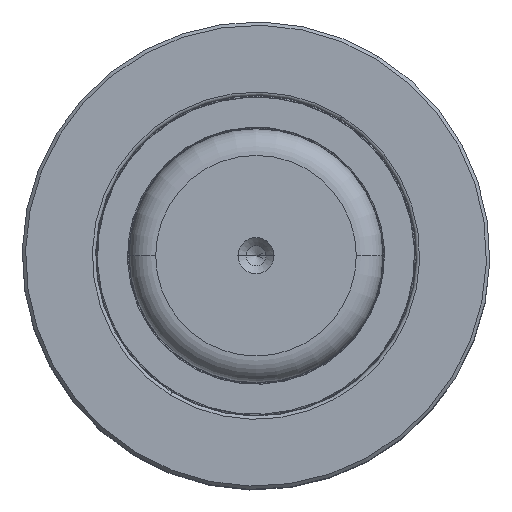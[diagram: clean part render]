
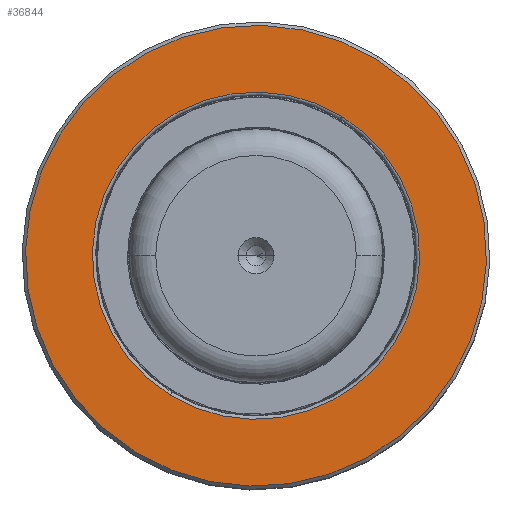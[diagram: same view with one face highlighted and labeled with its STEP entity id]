
A CAD part, top view. The second image highlights one B-rep face of the part: STEP entity #36844.
In plain terms, the highlighted face is planar.
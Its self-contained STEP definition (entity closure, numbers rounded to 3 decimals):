
#415 = DIRECTION ( 'NONE',  ( 0., 0., 1. ) ) ;
#1129 = CARTESIAN_POINT ( 'NONE',  ( 0., 45.687, 0. ) ) ;
#1467 = VERTEX_POINT ( 'NONE', #50596 ) ;
#2096 = VERTEX_POINT ( 'NONE', #54630 ) ;
#3080 = CIRCLE ( 'NONE', #36958, 34.5 ) ;
#4389 = CIRCLE ( 'NONE', #7485, 24.5 ) ;
#5857 = CARTESIAN_POINT ( 'NONE',  ( 0., 45.687, 0. ) ) ;
#6029 = PLANE ( 'NONE',  #11090 ) ;
#6666 = EDGE_CURVE ( 'NONE', #58003, #34893, #4389, .T. ) ;
#7485 = AXIS2_PLACEMENT_3D ( 'NONE', #36268, #40685, #22980 ) ;
#10395 = CIRCLE ( 'NONE', #25472, 34.5 ) ;
#11090 = AXIS2_PLACEMENT_3D ( 'NONE', #49663, #56252, #415 ) ;
#14044 = DIRECTION ( 'NONE',  ( 0., -1., 0. ) ) ;
#19543 = DIRECTION ( 'NONE',  ( 0., -1., 0. ) ) ;
#20469 = EDGE_CURVE ( 'NONE', #34893, #58003, #21678, .T. ) ;
#21264 = EDGE_CURVE ( 'NONE', #1467, #2096, #3080, .T. ) ;
#21678 = CIRCLE ( 'NONE', #26170, 24.5 ) ;
#22024 = CARTESIAN_POINT ( 'NONE',  ( 0., 45.687, 0. ) ) ;
#22218 = DIRECTION ( 'NONE',  ( 0., 0., -1. ) ) ;
#22980 = DIRECTION ( 'NONE',  ( 0., 0., -1. ) ) ;
#24359 = ORIENTED_EDGE ( 'NONE', *, *, #21264, .F. ) ;
#25472 = AXIS2_PLACEMENT_3D ( 'NONE', #22024, #49884, #22218 ) ;
#25557 = EDGE_LOOP ( 'NONE', ( #40792, #24359 ) ) ;
#26170 = AXIS2_PLACEMENT_3D ( 'NONE', #5857, #14044, #46113 ) ;
#33187 = DIRECTION ( 'NONE',  ( 0., 0., -1. ) ) ;
#34893 = VERTEX_POINT ( 'NONE', #41425 ) ;
#35602 = ORIENTED_EDGE ( 'NONE', *, *, #20469, .T. ) ;
#36268 = CARTESIAN_POINT ( 'NONE',  ( 0., 45.687, 0. ) ) ;
#36844 = ADVANCED_FACE ( 'NONE', ( #43002, #40850 ), #6029, .T. ) ;
#36958 = AXIS2_PLACEMENT_3D ( 'NONE', #1129, #19543, #33187 ) ;
#40685 = DIRECTION ( 'NONE',  ( 0., -1., 0. ) ) ;
#40792 = ORIENTED_EDGE ( 'NONE', *, *, #49376, .F. ) ;
#40850 = FACE_OUTER_BOUND ( 'NONE', #25557, .T. ) ;
#41425 = CARTESIAN_POINT ( 'NONE',  ( 0., 45.687, -24.5 ) ) ;
#43002 = FACE_BOUND ( 'NONE', #47697, .T. ) ;
#46113 = DIRECTION ( 'NONE',  ( 0., 0., -1. ) ) ;
#46463 = CARTESIAN_POINT ( 'NONE',  ( 0., 45.687, 24.5 ) ) ;
#47697 = EDGE_LOOP ( 'NONE', ( #35602, #57221 ) ) ;
#49376 = EDGE_CURVE ( 'NONE', #2096, #1467, #10395, .T. ) ;
#49663 = CARTESIAN_POINT ( 'NONE',  ( 34.5, 45.687, 0. ) ) ;
#49884 = DIRECTION ( 'NONE',  ( 0., -1., 0. ) ) ;
#50596 = CARTESIAN_POINT ( 'NONE',  ( 0., 45.687, 34.5 ) ) ;
#54630 = CARTESIAN_POINT ( 'NONE',  ( 0., 45.687, -34.5 ) ) ;
#56252 = DIRECTION ( 'NONE',  ( 0., 1., 0. ) ) ;
#57221 = ORIENTED_EDGE ( 'NONE', *, *, #6666, .T. ) ;
#58003 = VERTEX_POINT ( 'NONE', #46463 ) ;
